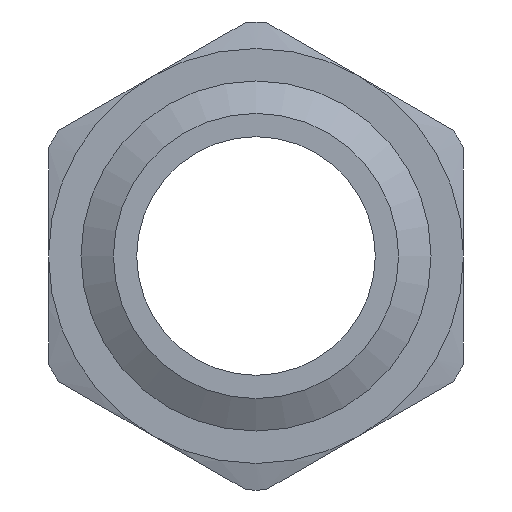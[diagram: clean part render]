
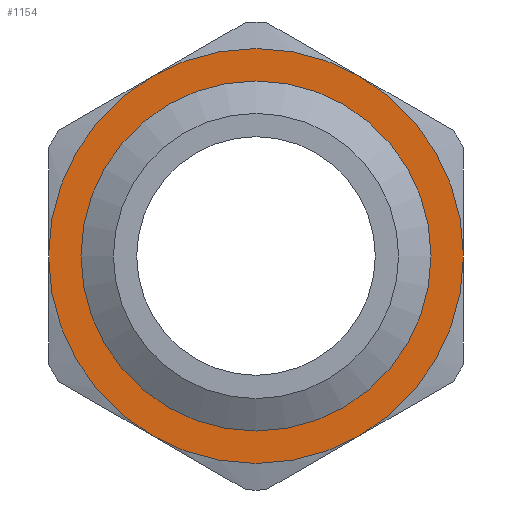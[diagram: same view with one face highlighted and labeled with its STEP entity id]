
A CAD part, left-side view. The second image highlights one B-rep face of the part: STEP entity #1154.
In plain terms, the highlighted planar face has unit normal (-1, 0, 0).
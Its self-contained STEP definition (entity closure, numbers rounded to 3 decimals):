
#251=CARTESIAN_POINT('',(15.5,4.,-6.928));
#252=VERTEX_POINT('',#251);
#335=CARTESIAN_POINT('',(15.5,-4.,-6.928));
#336=VERTEX_POINT('',#335);
#419=CARTESIAN_POINT('',(15.5,-8.,0.));
#420=VERTEX_POINT('',#419);
#503=CARTESIAN_POINT('',(15.5,-4.,6.928));
#504=VERTEX_POINT('',#503);
#587=CARTESIAN_POINT('',(15.5,4.,6.928));
#588=VERTEX_POINT('',#587);
#948=CARTESIAN_POINT('',(15.5,8.0,0.0));
#949=VERTEX_POINT('',#948);
#950=CARTESIAN_POINT('',(15.5,0.0,0.0));
#951=DIRECTION('',(1.0,0.0,0.0));
#952=DIRECTION('',(0.0,1.0,0.0));
#953=AXIS2_PLACEMENT_3D('',#950,#951,#952);
#954=CIRCLE('',#953,8.0);
#955=EDGE_CURVE('',#252,#949,#954,.T.);
#994=CARTESIAN_POINT('',(15.5,0.0,0.0));
#995=DIRECTION('',(1.0,0.0,0.0));
#996=DIRECTION('',(0.0,1.0,0.0));
#997=AXIS2_PLACEMENT_3D('',#994,#995,#996);
#998=CIRCLE('',#997,8.0);
#999=EDGE_CURVE('',#949,#588,#998,.T.);
#1012=CARTESIAN_POINT('',(15.5,0.0,0.0));
#1013=DIRECTION('',(1.0,0.0,0.0));
#1014=DIRECTION('',(0.0,1.0,0.0));
#1015=AXIS2_PLACEMENT_3D('',#1012,#1013,#1014);
#1016=CIRCLE('',#1015,8.0);
#1017=EDGE_CURVE('',#588,#504,#1016,.T.);
#1030=CARTESIAN_POINT('',(15.5,0.0,0.0));
#1031=DIRECTION('',(1.0,0.0,0.0));
#1032=DIRECTION('',(0.0,1.0,0.0));
#1033=AXIS2_PLACEMENT_3D('',#1030,#1031,#1032);
#1034=CIRCLE('',#1033,8.0);
#1035=EDGE_CURVE('',#504,#420,#1034,.T.);
#1048=CARTESIAN_POINT('',(15.5,0.0,0.0));
#1049=DIRECTION('',(1.0,0.0,0.0));
#1050=DIRECTION('',(0.0,1.0,0.0));
#1051=AXIS2_PLACEMENT_3D('',#1048,#1049,#1050);
#1052=CIRCLE('',#1051,8.0);
#1053=EDGE_CURVE('',#420,#336,#1052,.T.);
#1117=CARTESIAN_POINT('',(15.5,6.75,0.0));
#1118=VERTEX_POINT('',#1117);
#1119=CARTESIAN_POINT('',(15.5,0.0,0.0));
#1120=DIRECTION('',(1.0,0.0,0.0));
#1121=DIRECTION('',(0.0,1.0,0.0));
#1122=AXIS2_PLACEMENT_3D('',#1119,#1120,#1121);
#1123=CIRCLE('',#1122,6.75);
#1124=EDGE_CURVE('',#1118,#1118,#1123,.T.);
#1132=CARTESIAN_POINT('',(15.5,7.375,0.0));
#1133=DIRECTION('',(-1.0,0.0,0.0));
#1134=DIRECTION('',(0.0,0.0,1.0));
#1135=AXIS2_PLACEMENT_3D('',#1132,#1133,#1134);
#1136=PLANE('',#1135);
#1137=ORIENTED_EDGE('',*,*,#999,.F.);
#1138=ORIENTED_EDGE('',*,*,#955,.F.);
#1139=CARTESIAN_POINT('',(15.5,0.0,0.0));
#1140=DIRECTION('',(1.0,0.0,0.0));
#1141=DIRECTION('',(0.0,1.0,0.0));
#1142=AXIS2_PLACEMENT_3D('',#1139,#1140,#1141);
#1143=CIRCLE('',#1142,8.0);
#1144=EDGE_CURVE('',#336,#252,#1143,.T.);
#1145=ORIENTED_EDGE('',*,*,#1144,.F.);
#1146=ORIENTED_EDGE('',*,*,#1053,.F.);
#1147=ORIENTED_EDGE('',*,*,#1035,.F.);
#1148=ORIENTED_EDGE('',*,*,#1017,.F.);
#1149=EDGE_LOOP('',(#1137,#1138,#1145,#1146,#1147,#1148));
#1150=FACE_OUTER_BOUND('',#1149,.T.);
#1151=ORIENTED_EDGE('',*,*,#1124,.T.);
#1152=EDGE_LOOP('',(#1151));
#1153=FACE_BOUND('',#1152,.T.);
#1154=ADVANCED_FACE('',(#1150,#1153),#1136,.T.);
